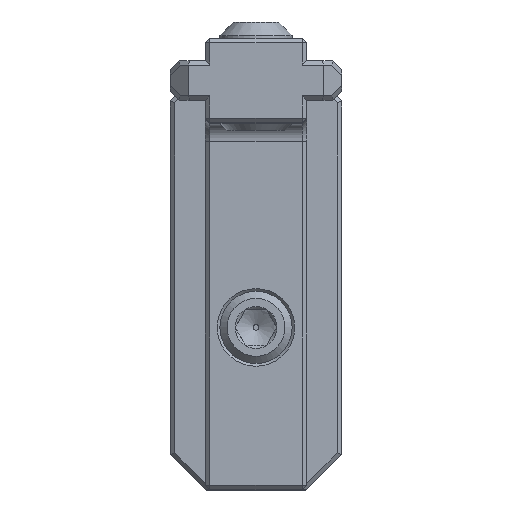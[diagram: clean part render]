
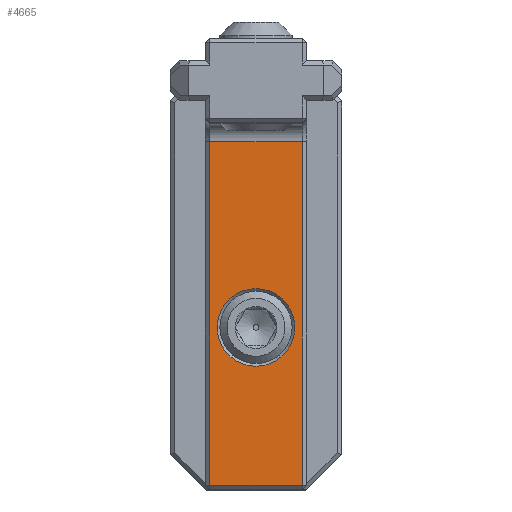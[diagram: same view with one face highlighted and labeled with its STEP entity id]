
A CAD part, top view. The second image highlights one B-rep face of the part: STEP entity #4665.
In plain terms, the highlighted planar face has unit normal (0, 0, 1).
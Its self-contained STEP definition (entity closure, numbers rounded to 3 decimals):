
#1371 = CONICAL_SURFACE('',#1372,1.65,0.785);
#1372 = AXIS2_PLACEMENT_3D('',#1373,#1374,#1375);
#1373 = CARTESIAN_POINT('',(0.,-16.,-0.8));
#1374 = DIRECTION('',(-0.,0.,1.));
#1375 = DIRECTION('',(1.,0.,0.));
#1839 = PLANE('',#1840);
#1840 = AXIS2_PLACEMENT_3D('',#1841,#1842,#1843);
#1841 = CARTESIAN_POINT('',(2.675,-25.,-0.425));
#1842 = DIRECTION('',(0.707,0.,0.707));
#1843 = DIRECTION('',(0.,1.,0.));
#2083 = PLANE('',#2084);
#2084 = AXIS2_PLACEMENT_3D('',#2085,#2086,#2087);
#2085 = CARTESIAN_POINT('',(-2.675,-25.,-0.425));
#2086 = DIRECTION('',(-0.707,0.,0.707));
#2087 = DIRECTION('',(0.,1.,0.));
#2722 = PLANE('',#2723);
#2723 = AXIS2_PLACEMENT_3D('',#2724,#2725,#2726);
#2724 = CARTESIAN_POINT('',(-2.8,-24.875,-0.425));
#2725 = DIRECTION('',(0.,0.707,-0.707));
#2726 = DIRECTION('',(-1.,0.,0.));
#2808 = VERTEX_POINT('',#2809);
#2809 = CARTESIAN_POINT('',(2.15,-16.,-0.3));
#2828 = EDGE_CURVE('',#2808,#2808,#2829,.T.);
#2829 = SURFACE_CURVE('',#2830,(#2835,#2841),.PCURVE_S1.);
#2830 = CIRCLE('',#2831,2.15);
#2831 = AXIS2_PLACEMENT_3D('',#2832,#2833,#2834);
#2832 = CARTESIAN_POINT('',(0.,-16.,-0.3));
#2833 = DIRECTION('',(-0.,0.,1.));
#2834 = DIRECTION('',(1.,0.,0.));
#2835 = PCURVE('',#1371,#2836);
#2836 = DEFINITIONAL_REPRESENTATION('',(#2837),#2840);
#2837 = B_SPLINE_CURVE_WITH_KNOTS('',1,(#2838,#2839),.UNSPECIFIED.,.F.,
  .F.,(2,2),(0.,6.283),.PIECEWISE_BEZIER_KNOTS.);
#2838 = CARTESIAN_POINT('',(0.,0.5));
#2839 = CARTESIAN_POINT('',(6.283,0.5));
#2840 = ( GEOMETRIC_REPRESENTATION_CONTEXT(2) 
PARAMETRIC_REPRESENTATION_CONTEXT() REPRESENTATION_CONTEXT('2D SPACE',''
  ) );
#2841 = PCURVE('',#2842,#2847);
#2842 = PLANE('',#2843);
#2843 = AXIS2_PLACEMENT_3D('',#2844,#2845,#2846);
#2844 = CARTESIAN_POINT('',(-2.8,0.,-0.3));
#2845 = DIRECTION('',(0.,0.,1.));
#2846 = DIRECTION('',(1.,0.,0.));
#2847 = DEFINITIONAL_REPRESENTATION('',(#2848),#2852);
#2848 = CIRCLE('',#2849,2.15);
#2849 = AXIS2_PLACEMENT_2D('',#2850,#2851);
#2850 = CARTESIAN_POINT('',(2.8,-16.));
#2851 = DIRECTION('',(1.,0.));
#2852 = ( GEOMETRIC_REPRESENTATION_CONTEXT(2) 
PARAMETRIC_REPRESENTATION_CONTEXT() REPRESENTATION_CONTEXT('2D SPACE',''
  ) );
#3275 = VERTEX_POINT('',#3276);
#3276 = CARTESIAN_POINT('',(2.55,-24.75,-0.3));
#3299 = VERTEX_POINT('',#3300);
#3300 = CARTESIAN_POINT('',(2.55,-5.7,-0.3));
#3320 = EDGE_CURVE('',#3275,#3299,#3321,.T.);
#3321 = SURFACE_CURVE('',#3322,(#3326,#3333),.PCURVE_S1.);
#3322 = LINE('',#3323,#3324);
#3323 = CARTESIAN_POINT('',(2.55,-25.,-0.3));
#3324 = VECTOR('',#3325,1.);
#3325 = DIRECTION('',(0.,1.,0.));
#3326 = PCURVE('',#1839,#3327);
#3327 = DEFINITIONAL_REPRESENTATION('',(#3328),#3332);
#3328 = LINE('',#3329,#3330);
#3329 = CARTESIAN_POINT('',(0.,0.177));
#3330 = VECTOR('',#3331,1.);
#3331 = DIRECTION('',(1.,0.));
#3332 = ( GEOMETRIC_REPRESENTATION_CONTEXT(2) 
PARAMETRIC_REPRESENTATION_CONTEXT() REPRESENTATION_CONTEXT('2D SPACE',''
  ) );
#3333 = PCURVE('',#2842,#3334);
#3334 = DEFINITIONAL_REPRESENTATION('',(#3335),#3339);
#3335 = LINE('',#3336,#3337);
#3336 = CARTESIAN_POINT('',(5.35,-25.));
#3337 = VECTOR('',#3338,1.);
#3338 = DIRECTION('',(0.,1.));
#3339 = ( GEOMETRIC_REPRESENTATION_CONTEXT(2) 
PARAMETRIC_REPRESENTATION_CONTEXT() REPRESENTATION_CONTEXT('2D SPACE',''
  ) );
#3514 = CYLINDRICAL_SURFACE('',#3515,1.);
#3515 = AXIS2_PLACEMENT_3D('',#3516,#3517,#3518);
#3516 = CARTESIAN_POINT('',(-2.8,-5.7,0.7));
#3517 = DIRECTION('',(1.,0.,0.));
#3518 = DIRECTION('',(0.,1.,0.));
#4042 = VERTEX_POINT('',#4043);
#4043 = CARTESIAN_POINT('',(-2.55,-24.75,-0.3));
#4064 = EDGE_CURVE('',#4042,#4065,#4067,.T.);
#4065 = VERTEX_POINT('',#4066);
#4066 = CARTESIAN_POINT('',(-2.55,-5.7,-0.3));
#4067 = SURFACE_CURVE('',#4068,(#4072,#4079),.PCURVE_S1.);
#4068 = LINE('',#4069,#4070);
#4069 = CARTESIAN_POINT('',(-2.55,-25.,-0.3));
#4070 = VECTOR('',#4071,1.);
#4071 = DIRECTION('',(0.,1.,0.));
#4072 = PCURVE('',#2083,#4073);
#4073 = DEFINITIONAL_REPRESENTATION('',(#4074),#4078);
#4074 = LINE('',#4075,#4076);
#4075 = CARTESIAN_POINT('',(0.,-0.177));
#4076 = VECTOR('',#4077,1.);
#4077 = DIRECTION('',(1.,0.));
#4078 = ( GEOMETRIC_REPRESENTATION_CONTEXT(2) 
PARAMETRIC_REPRESENTATION_CONTEXT() REPRESENTATION_CONTEXT('2D SPACE',''
  ) );
#4079 = PCURVE('',#2842,#4080);
#4080 = DEFINITIONAL_REPRESENTATION('',(#4081),#4085);
#4081 = LINE('',#4082,#4083);
#4082 = CARTESIAN_POINT('',(0.25,-25.));
#4083 = VECTOR('',#4084,1.);
#4084 = DIRECTION('',(0.,1.));
#4085 = ( GEOMETRIC_REPRESENTATION_CONTEXT(2) 
PARAMETRIC_REPRESENTATION_CONTEXT() REPRESENTATION_CONTEXT('2D SPACE',''
  ) );
#4624 = EDGE_CURVE('',#4042,#3275,#4625,.T.);
#4625 = SURFACE_CURVE('',#4626,(#4630,#4637),.PCURVE_S1.);
#4626 = LINE('',#4627,#4628);
#4627 = CARTESIAN_POINT('',(-2.8,-24.75,-0.3));
#4628 = VECTOR('',#4629,1.);
#4629 = DIRECTION('',(1.,0.,0.));
#4630 = PCURVE('',#2722,#4631);
#4631 = DEFINITIONAL_REPRESENTATION('',(#4632),#4636);
#4632 = LINE('',#4633,#4634);
#4633 = CARTESIAN_POINT('',(-0.,0.177));
#4634 = VECTOR('',#4635,1.);
#4635 = DIRECTION('',(-1.,0.));
#4636 = ( GEOMETRIC_REPRESENTATION_CONTEXT(2) 
PARAMETRIC_REPRESENTATION_CONTEXT() REPRESENTATION_CONTEXT('2D SPACE',''
  ) );
#4637 = PCURVE('',#2842,#4638);
#4638 = DEFINITIONAL_REPRESENTATION('',(#4639),#4643);
#4639 = LINE('',#4640,#4641);
#4640 = CARTESIAN_POINT('',(0.,-24.75));
#4641 = VECTOR('',#4642,1.);
#4642 = DIRECTION('',(1.,0.));
#4643 = ( GEOMETRIC_REPRESENTATION_CONTEXT(2) 
PARAMETRIC_REPRESENTATION_CONTEXT() REPRESENTATION_CONTEXT('2D SPACE',''
  ) );
#4665 = ADVANCED_FACE('',(#4666,#4669),#2842,.T.);
#4666 = FACE_BOUND('',#4667,.T.);
#4667 = EDGE_LOOP('',(#4668));
#4668 = ORIENTED_EDGE('',*,*,#2828,.F.);
#4669 = FACE_BOUND('',#4670,.T.);
#4670 = EDGE_LOOP('',(#4671,#4691,#4692,#4693));
#4671 = ORIENTED_EDGE('',*,*,#4672,.F.);
#4672 = EDGE_CURVE('',#4065,#3299,#4673,.T.);
#4673 = SURFACE_CURVE('',#4674,(#4678,#4685),.PCURVE_S1.);
#4674 = LINE('',#4675,#4676);
#4675 = CARTESIAN_POINT('',(-2.8,-5.7,-0.3));
#4676 = VECTOR('',#4677,1.);
#4677 = DIRECTION('',(1.,0.,0.));
#4678 = PCURVE('',#2842,#4679);
#4679 = DEFINITIONAL_REPRESENTATION('',(#4680),#4684);
#4680 = LINE('',#4681,#4682);
#4681 = CARTESIAN_POINT('',(0.,-5.7));
#4682 = VECTOR('',#4683,1.);
#4683 = DIRECTION('',(1.,0.));
#4684 = ( GEOMETRIC_REPRESENTATION_CONTEXT(2) 
PARAMETRIC_REPRESENTATION_CONTEXT() REPRESENTATION_CONTEXT('2D SPACE',''
  ) );
#4685 = PCURVE('',#3514,#4686);
#4686 = DEFINITIONAL_REPRESENTATION('',(#4687),#4690);
#4687 = B_SPLINE_CURVE_WITH_KNOTS('',1,(#4688,#4689),.UNSPECIFIED.,.F.,
  .F.,(2,2),(0.25,5.35),.PIECEWISE_BEZIER_KNOTS.);
#4688 = CARTESIAN_POINT('',(-1.571,0.25));
#4689 = CARTESIAN_POINT('',(-1.571,5.35));
#4690 = ( GEOMETRIC_REPRESENTATION_CONTEXT(2) 
PARAMETRIC_REPRESENTATION_CONTEXT() REPRESENTATION_CONTEXT('2D SPACE',''
  ) );
#4691 = ORIENTED_EDGE('',*,*,#4064,.F.);
#4692 = ORIENTED_EDGE('',*,*,#4624,.T.);
#4693 = ORIENTED_EDGE('',*,*,#3320,.T.);
